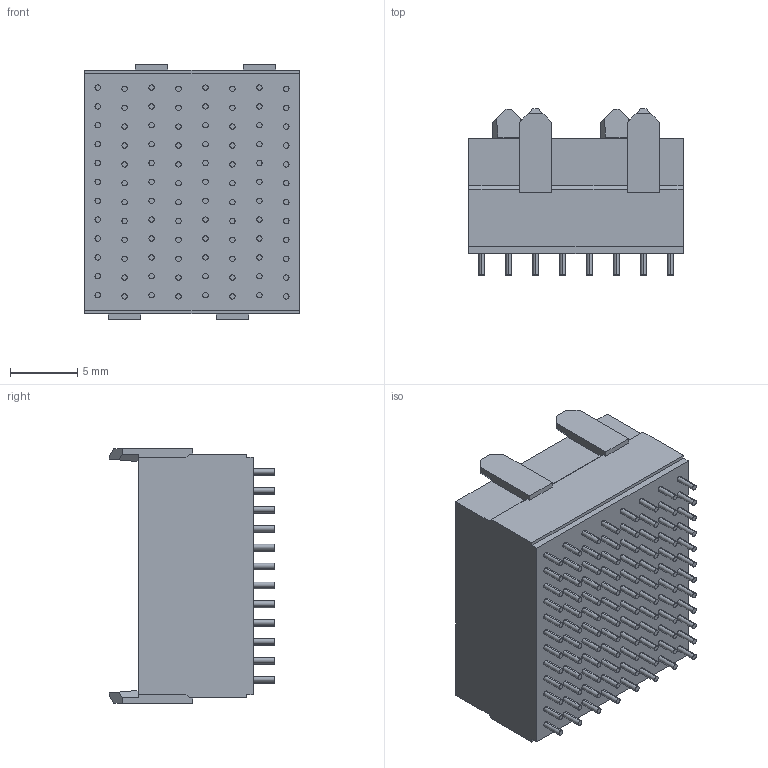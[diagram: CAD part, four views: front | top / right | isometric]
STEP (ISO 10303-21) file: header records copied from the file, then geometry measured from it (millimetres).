
FILE_DESCRIPTION((''),'2;1');
FILE_NAME('10052842C','2007-04-02T',('ngwels'),('FCI - CDC Division'),'PRO/ENGINEER BY PARAMETRIC TECHNOLOGY CORPORATION, 2006020','PRO/ENGINEER BY PARAMETRIC TECHNOLOGY CORPORATION, 2006020','');
FILE_SCHEMA(('CONFIG_CONTROL_DESIGN'));
Length unit declared in the file: millimetre
Products named in the file (1): 10052842C
Bounding box: 15.9 x 12.3 x 18.9 mm (x, y, z)
Volume: 2470.7 mm3; surface area: 1408.2 mm2
Topology: 1 solids, 1 shells, 358 faces, 780 edges, 520 vertices
Faces by surface type: cylinder 192, plane 166
Entity records: 9986 total; most frequent: DIRECTION 1880, CARTESIAN_POINT 1658, ORIENTED_EDGE 1560, EDGE_CURVE 780, AXIS2_PLACEMENT_3D 742, VERTEX_POINT 520, EDGE_LOOP 454, VECTOR 396
